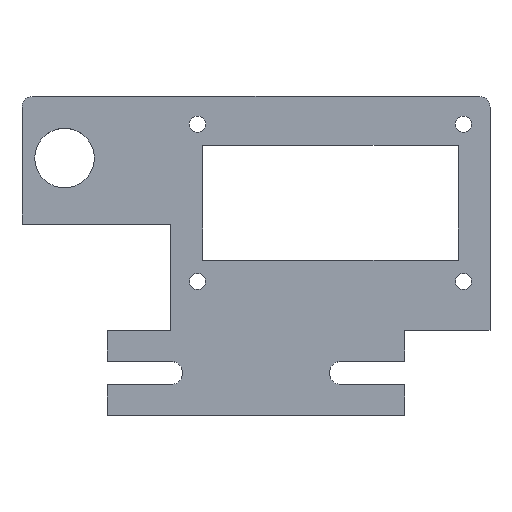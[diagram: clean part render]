
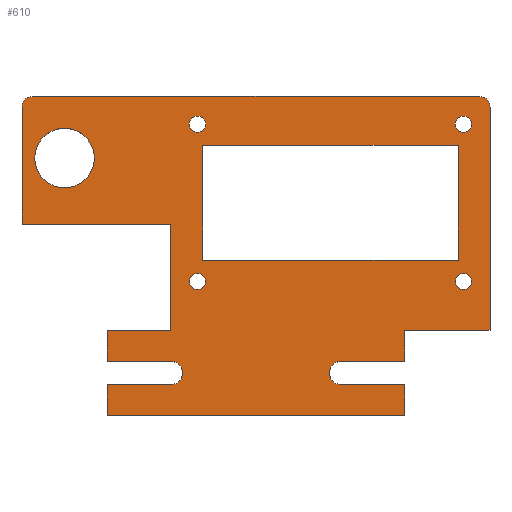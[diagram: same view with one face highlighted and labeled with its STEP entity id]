
A CAD part, top view. The second image highlights one B-rep face of the part: STEP entity #610.
In plain terms, the highlighted planar face has unit normal (0, 0, 1).
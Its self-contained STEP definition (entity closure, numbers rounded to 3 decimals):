
#24=FACE_BOUND('',#89,.T.);
#25=FACE_BOUND('',#90,.T.);
#26=FACE_BOUND('',#91,.T.);
#27=FACE_BOUND('',#92,.T.);
#28=FACE_BOUND('',#93,.T.);
#29=FACE_BOUND('',#94,.T.);
#36=CIRCLE('',#656,2.75);
#37=CIRCLE('',#657,2.75);
#38=CIRCLE('',#658,2.5);
#39=CIRCLE('',#659,2.5);
#40=CIRCLE('',#660,7.);
#41=CIRCLE('',#661,1.9);
#42=CIRCLE('',#662,1.9);
#43=CIRCLE('',#663,1.9);
#44=CIRCLE('',#664,1.9);
#57=FACE_OUTER_BOUND('',#88,.T.);
#88=EDGE_LOOP('',(#423,#424,#425,#426,#427,#428,#429,#430,#431,#432,#433,
#434,#435,#436,#437,#438,#439,#440,#441,#442));
#89=EDGE_LOOP('',(#443));
#90=EDGE_LOOP('',(#444));
#91=EDGE_LOOP('',(#445));
#92=EDGE_LOOP('',(#446));
#93=EDGE_LOOP('',(#447));
#94=EDGE_LOOP('',(#448,#449,#450,#451));
#128=LINE('',#874,#197);
#132=LINE('',#882,#201);
#135=LINE('',#888,#204);
#138=LINE('',#894,#207);
#139=LINE('',#896,#208);
#140=LINE('',#900,#209);
#141=LINE('',#902,#210);
#142=LINE('',#904,#211);
#143=LINE('',#906,#212);
#144=LINE('',#908,#213);
#145=LINE('',#912,#214);
#146=LINE('',#914,#215);
#147=LINE('',#916,#216);
#148=LINE('',#918,#217);
#149=LINE('',#922,#218);
#150=LINE('',#925,#219);
#151=LINE('',#938,#220);
#152=LINE('',#940,#221);
#153=LINE('',#942,#222);
#154=LINE('',#943,#223);
#197=VECTOR('',#705,10.);
#201=VECTOR('',#711,10.);
#204=VECTOR('',#716,10.);
#207=VECTOR('',#721,10.);
#208=VECTOR('',#722,10.);
#209=VECTOR('',#725,10.);
#210=VECTOR('',#726,10.);
#211=VECTOR('',#727,10.);
#212=VECTOR('',#728,10.);
#213=VECTOR('',#729,10.);
#214=VECTOR('',#732,10.);
#215=VECTOR('',#733,10.);
#216=VECTOR('',#734,10.);
#217=VECTOR('',#735,10.);
#218=VECTOR('',#738,10.);
#219=VECTOR('',#741,10.);
#220=VECTOR('',#752,10.);
#221=VECTOR('',#753,10.);
#222=VECTOR('',#754,10.);
#223=VECTOR('',#755,10.);
#266=VERTEX_POINT('',#872);
#267=VERTEX_POINT('',#873);
#270=VERTEX_POINT('',#881);
#272=VERTEX_POINT('',#887);
#274=VERTEX_POINT('',#893);
#275=VERTEX_POINT('',#895);
#276=VERTEX_POINT('',#897);
#277=VERTEX_POINT('',#899);
#278=VERTEX_POINT('',#901);
#279=VERTEX_POINT('',#903);
#280=VERTEX_POINT('',#905);
#281=VERTEX_POINT('',#907);
#282=VERTEX_POINT('',#909);
#283=VERTEX_POINT('',#911);
#284=VERTEX_POINT('',#913);
#285=VERTEX_POINT('',#915);
#286=VERTEX_POINT('',#917);
#287=VERTEX_POINT('',#919);
#288=VERTEX_POINT('',#921);
#289=VERTEX_POINT('',#923);
#290=VERTEX_POINT('',#926);
#291=VERTEX_POINT('',#928);
#292=VERTEX_POINT('',#930);
#293=VERTEX_POINT('',#932);
#294=VERTEX_POINT('',#934);
#295=VERTEX_POINT('',#936);
#296=VERTEX_POINT('',#937);
#297=VERTEX_POINT('',#939);
#298=VERTEX_POINT('',#941);
#324=EDGE_CURVE('',#266,#267,#128,.T.);
#328=EDGE_CURVE('',#267,#270,#132,.T.);
#331=EDGE_CURVE('',#272,#266,#135,.T.);
#334=EDGE_CURVE('',#274,#270,#138,.T.);
#335=EDGE_CURVE('',#274,#275,#139,.T.);
#336=EDGE_CURVE('',#275,#276,#36,.T.);
#337=EDGE_CURVE('',#276,#277,#140,.T.);
#338=EDGE_CURVE('',#278,#277,#141,.T.);
#339=EDGE_CURVE('',#279,#278,#142,.T.);
#340=EDGE_CURVE('',#279,#280,#143,.T.);
#341=EDGE_CURVE('',#280,#281,#144,.T.);
#342=EDGE_CURVE('',#281,#282,#37,.T.);
#343=EDGE_CURVE('',#282,#283,#145,.T.);
#344=EDGE_CURVE('',#283,#284,#146,.T.);
#345=EDGE_CURVE('',#285,#284,#147,.T.);
#346=EDGE_CURVE('',#285,#286,#148,.T.);
#347=EDGE_CURVE('',#287,#286,#38,.T.);
#348=EDGE_CURVE('',#288,#287,#149,.T.);
#349=EDGE_CURVE('',#289,#288,#39,.T.);
#350=EDGE_CURVE('',#272,#289,#150,.T.);
#351=EDGE_CURVE('',#290,#290,#40,.T.);
#352=EDGE_CURVE('',#291,#291,#41,.T.);
#353=EDGE_CURVE('',#292,#292,#42,.T.);
#354=EDGE_CURVE('',#293,#293,#43,.T.);
#355=EDGE_CURVE('',#294,#294,#44,.T.);
#356=EDGE_CURVE('',#295,#296,#151,.T.);
#357=EDGE_CURVE('',#296,#297,#152,.T.);
#358=EDGE_CURVE('',#297,#298,#153,.T.);
#359=EDGE_CURVE('',#298,#295,#154,.T.);
#423=ORIENTED_EDGE('',*,*,#331,.T.);
#424=ORIENTED_EDGE('',*,*,#324,.T.);
#425=ORIENTED_EDGE('',*,*,#328,.T.);
#426=ORIENTED_EDGE('',*,*,#334,.F.);
#427=ORIENTED_EDGE('',*,*,#335,.T.);
#428=ORIENTED_EDGE('',*,*,#336,.T.);
#429=ORIENTED_EDGE('',*,*,#337,.T.);
#430=ORIENTED_EDGE('',*,*,#338,.F.);
#431=ORIENTED_EDGE('',*,*,#339,.F.);
#432=ORIENTED_EDGE('',*,*,#340,.T.);
#433=ORIENTED_EDGE('',*,*,#341,.T.);
#434=ORIENTED_EDGE('',*,*,#342,.T.);
#435=ORIENTED_EDGE('',*,*,#343,.T.);
#436=ORIENTED_EDGE('',*,*,#344,.T.);
#437=ORIENTED_EDGE('',*,*,#345,.F.);
#438=ORIENTED_EDGE('',*,*,#346,.T.);
#439=ORIENTED_EDGE('',*,*,#347,.F.);
#440=ORIENTED_EDGE('',*,*,#348,.F.);
#441=ORIENTED_EDGE('',*,*,#349,.F.);
#442=ORIENTED_EDGE('',*,*,#350,.F.);
#443=ORIENTED_EDGE('',*,*,#351,.T.);
#444=ORIENTED_EDGE('',*,*,#352,.T.);
#445=ORIENTED_EDGE('',*,*,#353,.T.);
#446=ORIENTED_EDGE('',*,*,#354,.T.);
#447=ORIENTED_EDGE('',*,*,#355,.T.);
#448=ORIENTED_EDGE('',*,*,#356,.T.);
#449=ORIENTED_EDGE('',*,*,#357,.T.);
#450=ORIENTED_EDGE('',*,*,#358,.T.);
#451=ORIENTED_EDGE('',*,*,#359,.T.);
#588=PLANE('',#655);
#610=ADVANCED_FACE('',(#57,#24,#25,#26,#27,#28,#29),#588,.T.);
#655=AXIS2_PLACEMENT_3D('',#892,#719,#720);
#656=AXIS2_PLACEMENT_3D('',#898,#723,#724);
#657=AXIS2_PLACEMENT_3D('',#910,#730,#731);
#658=AXIS2_PLACEMENT_3D('',#920,#736,#737);
#659=AXIS2_PLACEMENT_3D('',#924,#739,#740);
#660=AXIS2_PLACEMENT_3D('',#927,#742,#743);
#661=AXIS2_PLACEMENT_3D('',#929,#744,#745);
#662=AXIS2_PLACEMENT_3D('',#931,#746,#747);
#663=AXIS2_PLACEMENT_3D('',#933,#748,#749);
#664=AXIS2_PLACEMENT_3D('',#935,#750,#751);
#705=DIRECTION('',(0.,-1.,0.));
#711=DIRECTION('',(-1.,0.,0.));
#716=DIRECTION('',(1.,0.,0.));
#719=DIRECTION('center_axis',(0.,0.,
1.));
#720=DIRECTION('ref_axis',(1.,0.,0.));
#721=DIRECTION('',(0.,1.,0.));
#722=DIRECTION('',(1.,0.,0.));
#723=DIRECTION('center_axis',(0.,0.,
-1.));
#724=DIRECTION('ref_axis',(1.,0.,0.));
#725=DIRECTION('',(-1.,0.,0.));
#726=DIRECTION('',(0.,1.,0.));
#727=DIRECTION('',(-1.,0.,0.));
#728=DIRECTION('',(0.,1.,0.));
#729=DIRECTION('',(-1.,0.,0.));
#730=DIRECTION('center_axis',(0.,0.,
-1.));
#731=DIRECTION('ref_axis',(1.,0.,0.));
#732=DIRECTION('',(1.,0.,0.));
#733=DIRECTION('',(0.,1.,0.));
#734=DIRECTION('',(-1.,0.,0.));
#735=DIRECTION('',(0.,1.,0.));
#736=DIRECTION('center_axis',(0.,0.,
-1.));
#737=DIRECTION('ref_axis',(0.707,0.707,0.));
#738=DIRECTION('',(1.,0.,0.));
#739=DIRECTION('center_axis',(0.,0.,
-1.));
#740=DIRECTION('ref_axis',(-0.707,0.707,0.));
#741=DIRECTION('',(0.,1.,0.));
#742=DIRECTION('center_axis',(0.,0.,
-1.));
#743=DIRECTION('ref_axis',(1.,0.,0.));
#744=DIRECTION('center_axis',(0.,0.,
-1.));
#745=DIRECTION('ref_axis',(1.,0.,0.));
#746=DIRECTION('center_axis',(0.,0.,
-1.));
#747=DIRECTION('ref_axis',(1.,0.,0.));
#748=DIRECTION('center_axis',(0.,0.,
-1.));
#749=DIRECTION('ref_axis',(1.,0.,0.));
#750=DIRECTION('center_axis',(0.,0.,
-1.));
#751=DIRECTION('ref_axis',(1.,0.,0.));
#752=DIRECTION('',(-1.,0.,0.));
#753=DIRECTION('',(0.,1.,0.));
#754=DIRECTION('',(1.,0.,0.));
#755=DIRECTION('',(0.,-1.,0.));
#872=CARTESIAN_POINT('',(70.,235.,320.));
#873=CARTESIAN_POINT('',(70.,210.,320.));
#874=CARTESIAN_POINT('',(70.,200.,320.));
#881=CARTESIAN_POINT('',(55.,210.,320.));
#882=CARTESIAN_POINT('',(35.,210.,320.));
#887=CARTESIAN_POINT('',(35.,235.,320.));
#888=CARTESIAN_POINT('',(52.5,235.,320.));
#892=CARTESIAN_POINT('Origin',(35.,190.,320.));
#893=CARTESIAN_POINT('',(55.,202.75,320.));
#894=CARTESIAN_POINT('',(55.,190.,320.));
#895=CARTESIAN_POINT('',(70.,202.75,320.));
#896=CARTESIAN_POINT('',(62.5,202.75,320.));
#897=CARTESIAN_POINT('',(70.,197.25,320.));
#898=CARTESIAN_POINT('Origin',(70.,200.,320.));
#899=CARTESIAN_POINT('',(55.,197.25,320.));
#900=CARTESIAN_POINT('',(55.,197.25,320.));
#901=CARTESIAN_POINT('',(55.,190.,320.));
#902=CARTESIAN_POINT('',(55.,190.,320.));
#903=CARTESIAN_POINT('',(125.,190.,320.));
#904=CARTESIAN_POINT('',(165.,190.,320.));
#905=CARTESIAN_POINT('',(125.,197.25,320.));
#906=CARTESIAN_POINT('',(125.,190.,320.));
#907=CARTESIAN_POINT('',(110.,197.25,320.));
#908=CARTESIAN_POINT('',(62.5,197.25,320.));
#909=CARTESIAN_POINT('',(110.,202.75,320.));
#910=CARTESIAN_POINT('Origin',(110.,200.,320.));
#911=CARTESIAN_POINT('',(125.,202.75,320.));
#912=CARTESIAN_POINT('',(70.,202.75,320.));
#913=CARTESIAN_POINT('',(125.,210.,320.));
#914=CARTESIAN_POINT('',(125.,190.,320.));
#915=CARTESIAN_POINT('',(145.,210.,320.));
#916=CARTESIAN_POINT('',(62.5,210.,320.));
#917=CARTESIAN_POINT('',(145.,262.5,320.));
#918=CARTESIAN_POINT('',(145.,190.,320.));
#919=CARTESIAN_POINT('',(142.5,265.,320.));
#920=CARTESIAN_POINT('Origin',(142.5,262.5,320.));
#921=CARTESIAN_POINT('',(37.5,265.,320.));
#922=CARTESIAN_POINT('',(145.,265.,320.));
#923=CARTESIAN_POINT('',(35.,262.5,320.));
#924=CARTESIAN_POINT('Origin',(37.5,262.5,320.));
#925=CARTESIAN_POINT('',(35.,190.,320.));
#926=CARTESIAN_POINT('',(38.,250.521,320.));
#927=CARTESIAN_POINT('Origin',(45.,250.521,320.));
#928=CARTESIAN_POINT('',(136.85,258.5,320.));
#929=CARTESIAN_POINT('Origin',(138.75,258.5,320.));
#930=CARTESIAN_POINT('',(136.85,221.5,320.));
#931=CARTESIAN_POINT('Origin',(138.75,221.5,320.));
#932=CARTESIAN_POINT('',(74.35,221.5,320.));
#933=CARTESIAN_POINT('Origin',(76.25,221.5,320.));
#934=CARTESIAN_POINT('',(74.35,258.5,320.));
#935=CARTESIAN_POINT('Origin',(76.25,258.5,320.));
#936=CARTESIAN_POINT('',(137.5,226.5,320.));
#937=CARTESIAN_POINT('',(77.5,226.5,320.));
#938=CARTESIAN_POINT('',(56.25,226.5,320.));
#939=CARTESIAN_POINT('',(77.5,253.5,320.));
#940=CARTESIAN_POINT('',(77.5,221.75,320.));
#941=CARTESIAN_POINT('',(137.5,253.5,320.));
#942=CARTESIAN_POINT('',(86.25,253.5,320.));
#943=CARTESIAN_POINT('',(137.5,208.25,320.));
